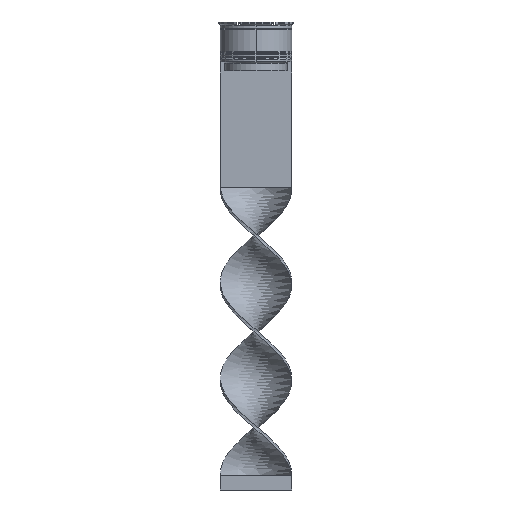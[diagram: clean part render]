
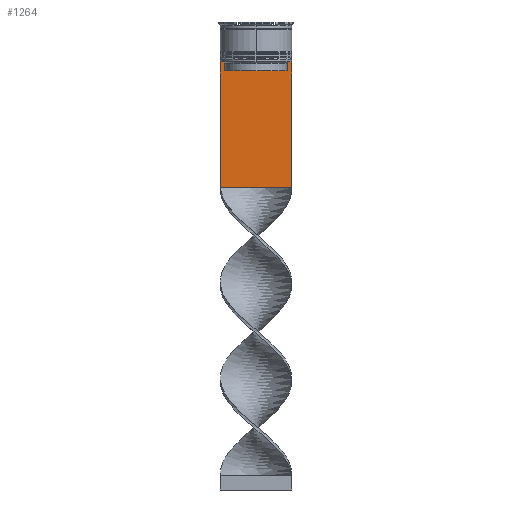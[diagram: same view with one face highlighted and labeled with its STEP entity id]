
A CAD part, left-side view. The second image highlights one B-rep face of the part: STEP entity #1264.
In plain terms, the highlighted planar face has unit normal (-1, 0, 0).
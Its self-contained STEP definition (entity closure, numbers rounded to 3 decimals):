
#13 = EDGE_CURVE ( 'NONE', #2342, #3889, #1532, .T. ) ;
#120 = LINE ( 'NONE', #2991, #1436 ) ;
#177 = DIRECTION ( 'NONE',  ( 0., 0., -1. ) ) ;
#178 = CARTESIAN_POINT ( 'NONE',  ( -0.75, -12.5, 11.045 ) ) ;
#235 = DIRECTION ( 'NONE',  ( 0., -1., 0. ) ) ;
#268 = ORIENTED_EDGE ( 'NONE', *, *, #444, .T. ) ;
#274 = CARTESIAN_POINT ( 'NONE',  ( -0.75, 10.874, 0. ) ) ;
#431 = VECTOR ( 'NONE', #1546, 1000. ) ;
#444 = EDGE_CURVE ( 'NONE', #807, #3587, #3068, .T. ) ;
#476 = CARTESIAN_POINT ( 'NONE',  ( -0.75, -11.041, -14.333 ) ) ;
#522 = CARTESIAN_POINT ( 'NONE',  ( -0.75, -10.874, -14.5 ) ) ;
#544 = VECTOR ( 'NONE', #2208, 1000. ) ;
#568 = ORIENTED_EDGE ( 'NONE', *, *, #1815, .F. ) ;
#606 = ORIENTED_EDGE ( 'NONE', *, *, #3384, .F. ) ;
#721 = EDGE_CURVE ( 'NONE', #787, #1645, #3182, .T. ) ;
#729 = DIRECTION ( 'NONE',  ( 0., 0., 1. ) ) ;
#739 = PLANE ( 'NONE',  #823 ) ;
#787 = VERTEX_POINT ( 'NONE', #522 ) ;
#792 = EDGE_CURVE ( 'NONE', #807, #2594, #1797, .T. ) ;
#807 = VERTEX_POINT ( 'NONE', #904 ) ;
#823 = AXIS2_PLACEMENT_3D ( 'NONE', #178, #4007, #1142 ) ;
#904 = CARTESIAN_POINT ( 'NONE',  ( -0.75, 12.5, -14. ) ) ;
#974 = CARTESIAN_POINT ( 'NONE',  ( -0.75, -10.874, -17. ) ) ;
#993 = ORIENTED_EDGE ( 'NONE', *, *, #1057, .F. ) ;
#1022 = VECTOR ( 'NONE', #3495, 1000. ) ;
#1047 = CARTESIAN_POINT ( 'NONE',  ( -0.75, 11.041, -14.333 ) ) ;
#1057 = EDGE_CURVE ( 'NONE', #3195, #3587, #2667, .T. ) ;
#1133 = CARTESIAN_POINT ( 'NONE',  ( -0.75, -11.375, -14. ) ) ;
#1140 = ORIENTED_EDGE ( 'NONE', *, *, #2254, .F. ) ;
#1142 = DIRECTION ( 'NONE',  ( 0., 0., 1. ) ) ;
#1150 = VECTOR ( 'NONE', #3158, 1000. ) ;
#1264 = ADVANCED_FACE ( 'NONE', ( #3051 ), #739, .T. ) ;
#1277 = LINE ( 'NONE', #3183, #1022 ) ;
#1280 = DIRECTION ( 'NONE',  ( 0., 1., 0. ) ) ;
#1365 = EDGE_CURVE ( 'NONE', #2160, #3195, #2478, .T. ) ;
#1436 = VECTOR ( 'NONE', #3606, 1000. ) ;
#1467 = EDGE_CURVE ( 'NONE', #2594, #3719, #2123, .T. ) ;
#1481 = EDGE_LOOP ( 'NONE', ( #606, #2528, #3267, #268, #993, #4016, #1140, #568, #2611, #2619, #1603, #3657 ) ) ;
#1510 = CARTESIAN_POINT ( 'NONE',  ( -0.75, 12.5, -58. ) ) ;
#1532 = LINE ( 'NONE', #274, #1150 ) ;
#1546 = DIRECTION ( 'NONE',  ( 0., -1., 0. ) ) ;
#1603 = ORIENTED_EDGE ( 'NONE', *, *, #3312, .F. ) ;
#1645 = VERTEX_POINT ( 'NONE', #3850 ) ;
#1743 = CARTESIAN_POINT ( 'NONE',  ( -0.75, -12.377, -14. ) ) ;
#1797 = LINE ( 'NONE', #1863, #3165 ) ;
#1815 = EDGE_CURVE ( 'NONE', #1645, #3730, #4082, .T. ) ;
#1863 = CARTESIAN_POINT ( 'NONE',  ( -0.75, -12.5, -14. ) ) ;
#1939 = B_SPLINE_CURVE_WITH_KNOTS ( 'NONE', 3,
 ( #3895, #2300, #1047, #3586 ),
 .UNSPECIFIED., .F., .F.,
 ( 4, 4 ),
 ( 0.019, 0.02 ),
 .UNSPECIFIED. ) ;
#2048 = CARTESIAN_POINT ( 'NONE',  ( -0.75, -12.5, -58. ) ) ;
#2085 = VECTOR ( 'NONE', #177, 1000. ) ;
#2123 = LINE ( 'NONE', #2800, #431 ) ;
#2157 = CARTESIAN_POINT ( 'NONE',  ( -0.75, 10.874, -17. ) ) ;
#2160 = VERTEX_POINT ( 'NONE', #2234 ) ;
#2197 = DIRECTION ( 'NONE',  ( 0., -1., 0. ) ) ;
#2208 = DIRECTION ( 'NONE',  ( 0., 0., -1. ) ) ;
#2234 = CARTESIAN_POINT ( 'NONE',  ( -0.75, -12.5, -14. ) ) ;
#2254 = EDGE_CURVE ( 'NONE', #3730, #2160, #1277, .T. ) ;
#2300 = CARTESIAN_POINT ( 'NONE',  ( -0.75, 11.208, -14.167 ) ) ;
#2324 = CARTESIAN_POINT ( 'NONE',  ( -0.75, -10.874, 0. ) ) ;
#2342 = VERTEX_POINT ( 'NONE', #3343 ) ;
#2478 = LINE ( 'NONE', #3472, #544 ) ;
#2528 = ORIENTED_EDGE ( 'NONE', *, *, #1467, .F. ) ;
#2532 = VERTEX_POINT ( 'NONE', #974 ) ;
#2553 = CARTESIAN_POINT ( 'NONE',  ( -0.75, -12.5, -58. ) ) ;
#2594 = VERTEX_POINT ( 'NONE', #2934 ) ;
#2611 = ORIENTED_EDGE ( 'NONE', *, *, #721, .F. ) ;
#2619 = ORIENTED_EDGE ( 'NONE', *, *, #2798, .F. ) ;
#2667 = LINE ( 'NONE', #2553, #4107 ) ;
#2740 = CARTESIAN_POINT ( 'NONE',  ( -0.75, -12.5, -14. ) ) ;
#2798 = EDGE_CURVE ( 'NONE', #2532, #787, #3670, .T. ) ;
#2800 = CARTESIAN_POINT ( 'NONE',  ( -0.75, -12.5, -14. ) ) ;
#2934 = CARTESIAN_POINT ( 'NONE',  ( -0.75, 12.377, -14. ) ) ;
#2991 = CARTESIAN_POINT ( 'NONE',  ( -0.75, 10.9, -17. ) ) ;
#3051 = FACE_OUTER_BOUND ( 'NONE', #1481, .T. ) ;
#3068 = LINE ( 'NONE', #4028, #2085 ) ;
#3082 = CARTESIAN_POINT ( 'NONE',  ( -0.75, 11.375, -14. ) ) ;
#3123 = CARTESIAN_POINT ( 'NONE',  ( -0.75, -11.208, -14.167 ) ) ;
#3158 = DIRECTION ( 'NONE',  ( 0., 0., -1. ) ) ;
#3165 = VECTOR ( 'NONE', #2197, 1000. ) ;
#3182 = B_SPLINE_CURVE_WITH_KNOTS ( 'NONE', 3,
 ( #3999, #476, #3123, #1133 ),
 .UNSPECIFIED., .F., .F.,
 ( 4, 4 ),
 ( 0.05, 0.051 ),
 .UNSPECIFIED. ) ;
#3183 = CARTESIAN_POINT ( 'NONE',  ( -0.75, -12.5, -14. ) ) ;
#3195 = VERTEX_POINT ( 'NONE', #2048 ) ;
#3267 = ORIENTED_EDGE ( 'NONE', *, *, #792, .F. ) ;
#3296 = VECTOR ( 'NONE', #235, 1000. ) ;
#3312 = EDGE_CURVE ( 'NONE', #3889, #2532, #120, .T. ) ;
#3343 = CARTESIAN_POINT ( 'NONE',  ( -0.75, 10.874, -14.5 ) ) ;
#3367 = VECTOR ( 'NONE', #729, 1000. ) ;
#3384 = EDGE_CURVE ( 'NONE', #3719, #2342, #1939, .T. ) ;
#3472 = CARTESIAN_POINT ( 'NONE',  ( -0.75, -12.5, 11.045 ) ) ;
#3495 = DIRECTION ( 'NONE',  ( 0., -1., 0. ) ) ;
#3586 = CARTESIAN_POINT ( 'NONE',  ( -0.75, 10.874, -14.5 ) ) ;
#3587 = VERTEX_POINT ( 'NONE', #1510 ) ;
#3606 = DIRECTION ( 'NONE',  ( 0., -1., 0. ) ) ;
#3657 = ORIENTED_EDGE ( 'NONE', *, *, #13, .F. ) ;
#3670 = LINE ( 'NONE', #2324, #3367 ) ;
#3719 = VERTEX_POINT ( 'NONE', #3082 ) ;
#3730 = VERTEX_POINT ( 'NONE', #1743 ) ;
#3850 = CARTESIAN_POINT ( 'NONE',  ( -0.75, -11.375, -14. ) ) ;
#3889 = VERTEX_POINT ( 'NONE', #2157 ) ;
#3895 = CARTESIAN_POINT ( 'NONE',  ( -0.75, 11.375, -14. ) ) ;
#3999 = CARTESIAN_POINT ( 'NONE',  ( -0.75, -10.874, -14.5 ) ) ;
#4007 = DIRECTION ( 'NONE',  ( -1., 0., 0. ) ) ;
#4016 = ORIENTED_EDGE ( 'NONE', *, *, #1365, .F. ) ;
#4028 = CARTESIAN_POINT ( 'NONE',  ( -0.75, 12.5, 11.045 ) ) ;
#4082 = LINE ( 'NONE', #2740, #3296 ) ;
#4107 = VECTOR ( 'NONE', #1280, 1000. ) ;
